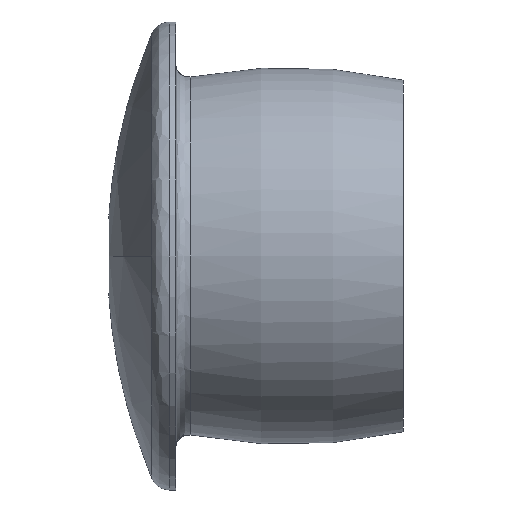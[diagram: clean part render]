
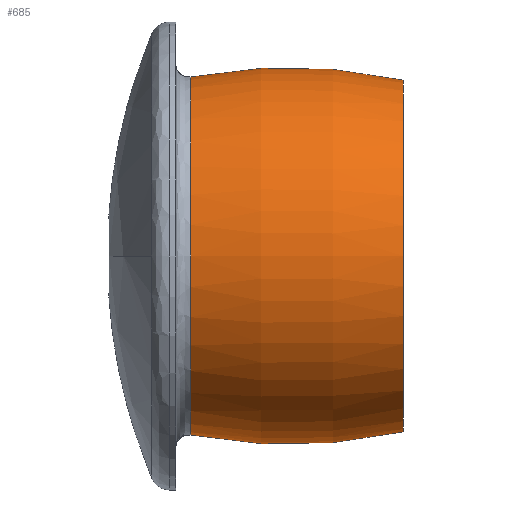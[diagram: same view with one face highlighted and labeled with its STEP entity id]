
A CAD part, left-side view. The second image highlights one B-rep face of the part: STEP entity #685.
In plain terms, the highlighted toroidal (fillet/blend) face has major radius 13.05 mm and minor radius 20.5 mm.
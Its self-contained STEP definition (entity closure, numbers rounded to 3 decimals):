
#13 = CARTESIAN_POINT ( 'NONE',  ( 0., -9., 0. ) ) ;
#19 = CARTESIAN_POINT ( 'NONE',  ( 0., -9., 6.95 ) ) ;
#32 = VERTEX_POINT ( 'NONE', #740 ) ;
#46 = DIRECTION ( 'NONE',  ( 1., 0., 0. ) ) ;
#47 = CARTESIAN_POINT ( 'NONE',  ( 0., -4.5, 0. ) ) ;
#68 = ORIENTED_EDGE ( 'NONE', *, *, #112, .F. ) ;
#103 = FACE_OUTER_BOUND ( 'NONE', #287, .T. ) ;
#112 = EDGE_CURVE ( 'NONE', #888, #32, #818, .T. ) ;
#131 = DIRECTION ( 'NONE',  ( 0., 0., 1. ) ) ;
#172 = EDGE_CURVE ( 'NONE', #32, #292, #629, .T. ) ;
#182 = DIRECTION ( 'NONE',  ( 0., 1., 0. ) ) ;
#205 = AXIS2_PLACEMENT_3D ( 'NONE', #258, #182, #254 ) ;
#254 = DIRECTION ( 'NONE',  ( 0., 0., 1. ) ) ;
#258 = CARTESIAN_POINT ( 'NONE',  ( 0., -0.595, 0. ) ) ;
#262 = CIRCLE ( 'NONE', #554, 6.95 ) ;
#279 = TOROIDAL_SURFACE ( 'NONE', #833, -13.05, 20.5 ) ;
#287 = EDGE_LOOP ( 'NONE', ( #581, #68, #431, #358 ) ) ;
#292 = VERTEX_POINT ( 'NONE', #19 ) ;
#358 = ORIENTED_EDGE ( 'NONE', *, *, #514, .F. ) ;
#400 = CIRCLE ( 'NONE', #459, 20.5 ) ;
#415 = DIRECTION ( 'NONE',  ( -1., 0., 0. ) ) ;
#428 = AXIS2_PLACEMENT_3D ( 'NONE', #840, #46, #481 ) ;
#431 = ORIENTED_EDGE ( 'NONE', *, *, #702, .T. ) ;
#459 = AXIS2_PLACEMENT_3D ( 'NONE', #769, #415, #131 ) ;
#477 = DIRECTION ( 'NONE',  ( 0., 0., -1. ) ) ;
#481 = DIRECTION ( 'NONE',  ( 0., 0., -1. ) ) ;
#514 = EDGE_CURVE ( 'NONE', #292, #737, #262, .T. ) ;
#554 = AXIS2_PLACEMENT_3D ( 'NONE', #13, #728, #662 ) ;
#557 = CARTESIAN_POINT ( 'NONE',  ( 0., -0.595, -7.075 ) ) ;
#581 = ORIENTED_EDGE ( 'NONE', *, *, #172, .F. ) ;
#629 = CIRCLE ( 'NONE', #428, 20.5 ) ;
#662 = DIRECTION ( 'NONE',  ( 0., 0., -1. ) ) ;
#685 = ADVANCED_FACE ( 'NONE', ( #103 ), #279, .T. ) ;
#702 = EDGE_CURVE ( 'NONE', #888, #737, #400, .T. ) ;
#710 = CARTESIAN_POINT ( 'NONE',  ( 0., -9., -6.95 ) ) ;
#728 = DIRECTION ( 'NONE',  ( 0., -1., 0. ) ) ;
#737 = VERTEX_POINT ( 'NONE', #710 ) ;
#740 = CARTESIAN_POINT ( 'NONE',  ( 0., -0.595, 7.075 ) ) ;
#769 = CARTESIAN_POINT ( 'NONE',  ( 0., -4.5, 13.05 ) ) ;
#818 = CIRCLE ( 'NONE', #205, 7.075 ) ;
#833 = AXIS2_PLACEMENT_3D ( 'NONE', #47, #837, #477 ) ;
#837 = DIRECTION ( 'NONE',  ( 0., -1., 0. ) ) ;
#840 = CARTESIAN_POINT ( 'NONE',  ( 0., -4.5, -13.05 ) ) ;
#888 = VERTEX_POINT ( 'NONE', #557 ) ;
